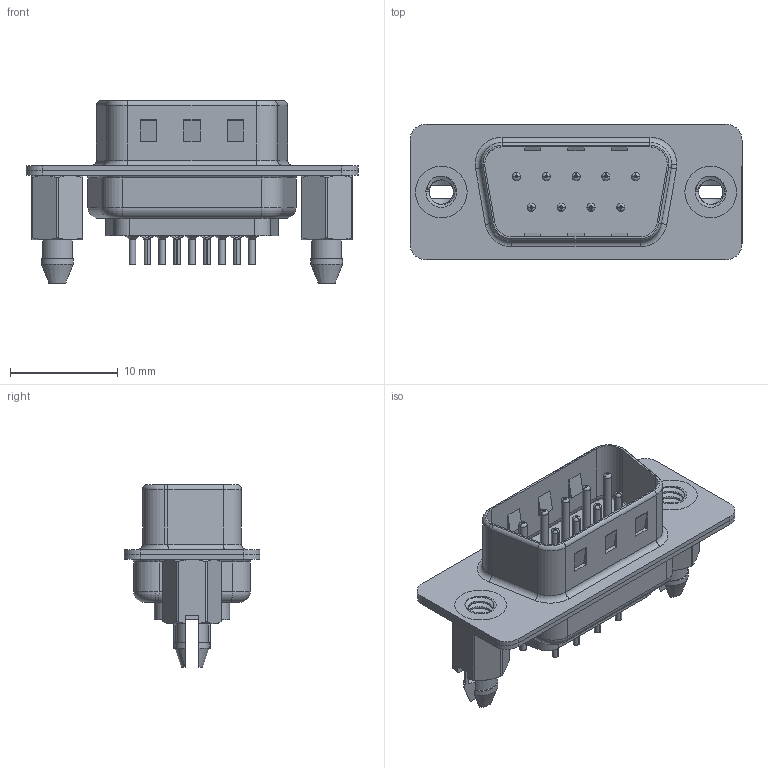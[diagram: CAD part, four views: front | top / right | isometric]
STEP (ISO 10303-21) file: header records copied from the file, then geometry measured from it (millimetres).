
FILE_DESCRIPTION (( 'STEP AP203' ), '1' );
FILE_NAME ('627-009-220-046.STEP', '2018-10-03T14:01:05', ( '' ), ( '' ), 'SwSTEP 2.0', 'SolidWorks 2016', '' );
FILE_SCHEMA (( 'CONFIG_CONTROL_DESIGN' ));
Length unit declared in the file: millimetre
Products named in the file (7): 627 Shell Rear_09 Contacts; 627 Contact Row 1_20L; 627 Contact Row 2_20L; 627 4-40 Threaded Boardlock_LP; 627-009-220-046; 627 Housing_09 LP; 627 Shell Front_09 Contacts
Assembly tree (14 placements, depth 2):
  627-009-220-046
    627 Housing_09 LP
    627 Shell Front_09 Contacts
    627 Shell Rear_09 Contacts
    627 Contact Row 1_20L  x5
    627 Contact Row 2_20L  x4
    627 4-40 Threaded Boardlock_LP  x2
Bounding box: 30.8 x 12.6 x 16.9 mm (x, y, z)
Volume: 1422.4 mm3; surface area: 4171.1 mm2
Topology: 14 solids, 14 shells, 1260 faces, 3304 edges, 2063 vertices
Faces by surface type: cylinder 494, plane 355, torus 299, cone 106, bspline 6
Entity records: 19732 total; most frequent: CARTESIAN_POINT 4929, DIRECTION 3068, ORIENTED_EDGE 2850, EDGE_CURVE 1425, AXIS2_PLACEMENT_3D 1224, VERTEX_POINT 903, CIRCLE 650, EDGE_LOOP 630
